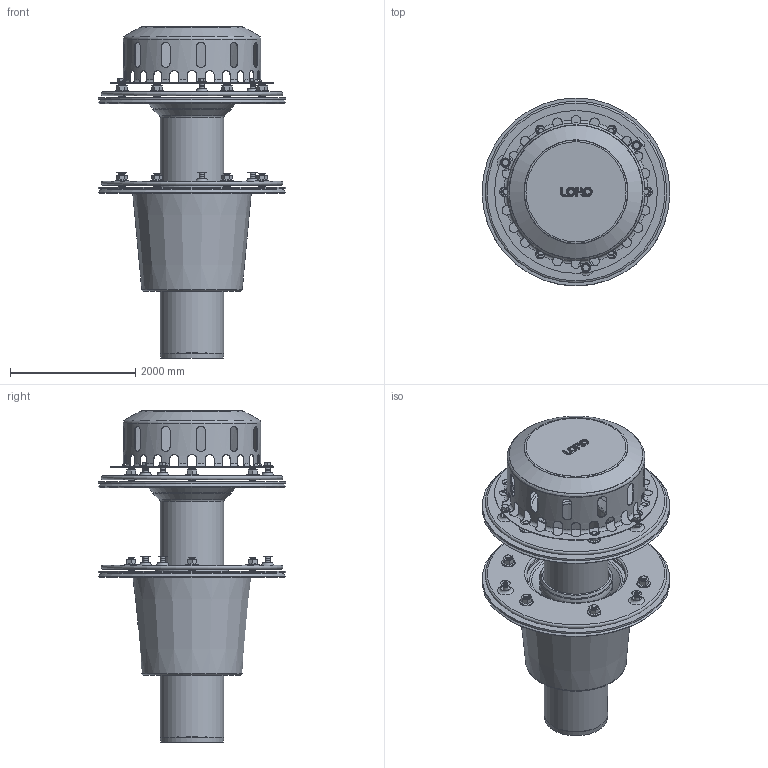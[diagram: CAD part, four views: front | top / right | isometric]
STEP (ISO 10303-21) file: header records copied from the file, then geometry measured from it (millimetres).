
FILE_DESCRIPTION(/* description */ (''),/* implementation_level */ '2;1');
FILE_NAME(/* name */ '21522.100X_3D.stp',/* time_stamp */ '2024-12-12T08:44:09+01:00',/* author */ ('CAD'),/* organization */ (''),/* preprocessor_version */ 'ST-DEVELOPER v20',/* originating_system */ 'AutoCAD Mechanical',/* authorisation */ '');
FILE_SCHEMA (('AUTOMOTIVE_DESIGN { 1 0 10303 214 3 1 1 }'));
Length unit declared in the file: centimetre
Products named in the file (2): Product; *S0
Assembly tree (1 placements, depth 2):
  Product
    *S0
Bounding box: 3000 x 3000 x 5302.5 mm (x, y, z)
Volume: 3263538559.3 mm3; surface area: 144069436.2 mm2
Topology: 45 solids, 45 shells, 1255 faces, 2946 edges, 1769 vertices
Faces by surface type: cone 592, plane 315, cylinder 214, torus 128, sphere 3, bspline 3
Full cylindrical faces by diameter (mm): 60 x3, 70 x12, 80 x27, 83.76 x12, 105 x2, 160 x24, 992 x2, 1016 x4, 1054 x1, 1078 x1, 1134 x1, 1135.991 x1, 1158 x2, 1250 x1, 1470 x1, 1600 x2, 2180 x1, 2200 x1, 2600 x1, 3000 x2
Entity records: 42139 total; most frequent: CARTESIAN_POINT 13227, DIRECTION 6160, ORIENTED_EDGE 5882, EDGE_CURVE 2941, AXIS2_PLACEMENT_3D 2539, VERTEX_POINT 1769, EDGE_LOOP 1444, CIRCLE 1281
